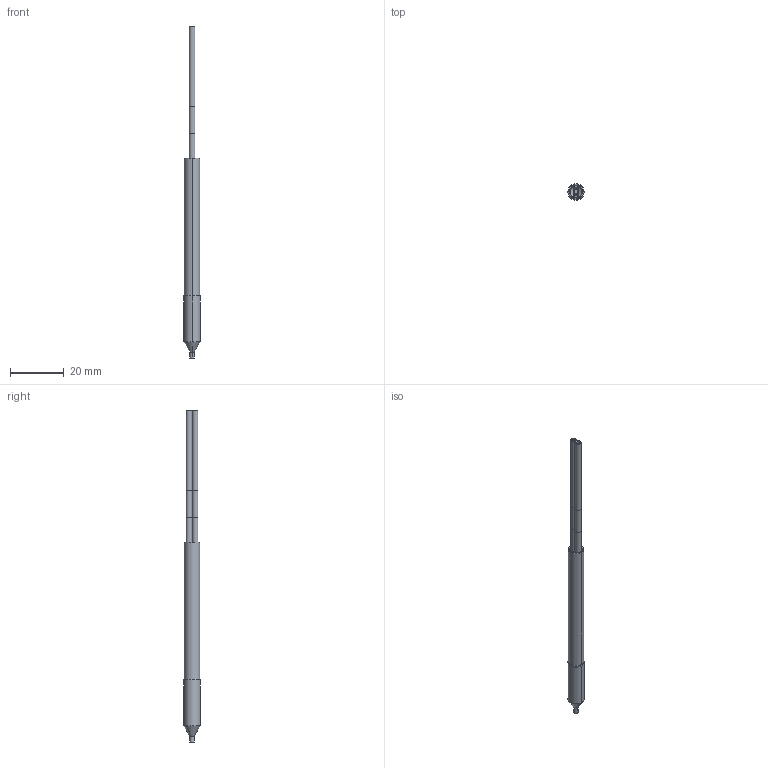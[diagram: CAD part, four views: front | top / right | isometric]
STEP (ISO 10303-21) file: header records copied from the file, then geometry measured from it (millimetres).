
FILE_DESCRIPTION((''),'2;1');
FILE_NAME('161949_ASM','2016-04-20T',('pdmadmin'),(''),'PRO/ENGINEER BY PARAMETRIC TECHNOLOGY CORPORATION, 2016010','PRO/ENGINEER BY PARAMETRIC TECHNOLOGY CORPORATION, 2016010','');
FILE_SCHEMA(('CONFIG_CONTROL_DESIGN'));
Length unit declared in the file: inch
Products named in the file (4): 39476_AF3; 39478_FEP_TEFLON_57_23_; 10147; 161949_ASM
Assembly tree (4 placements, depth 2):
  161949_ASM
    39476_AF3
    39478_FEP_TEFLON_57_23_
    10147  x2
Bounding box: 5.99 x 5.99 x 123.01 mm (x, y, z)
Volume: 1218.8 mm3; surface area: 4820.9 mm2
Topology: 4 solids, 4 shells, 68 faces, 154 edges, 90 vertices
Faces by surface type: cylinder 42, cone 10, plane 8, bspline 8
Entity records: 1682 total; most frequent: CARTESIAN_POINT 446, DIRECTION 262, ORIENTED_EDGE 220, AXIS2_PLACEMENT_3D 110, EDGE_CURVE 110, VERTEX_POINT 66, EDGE_LOOP 58, CIRCLE 56
